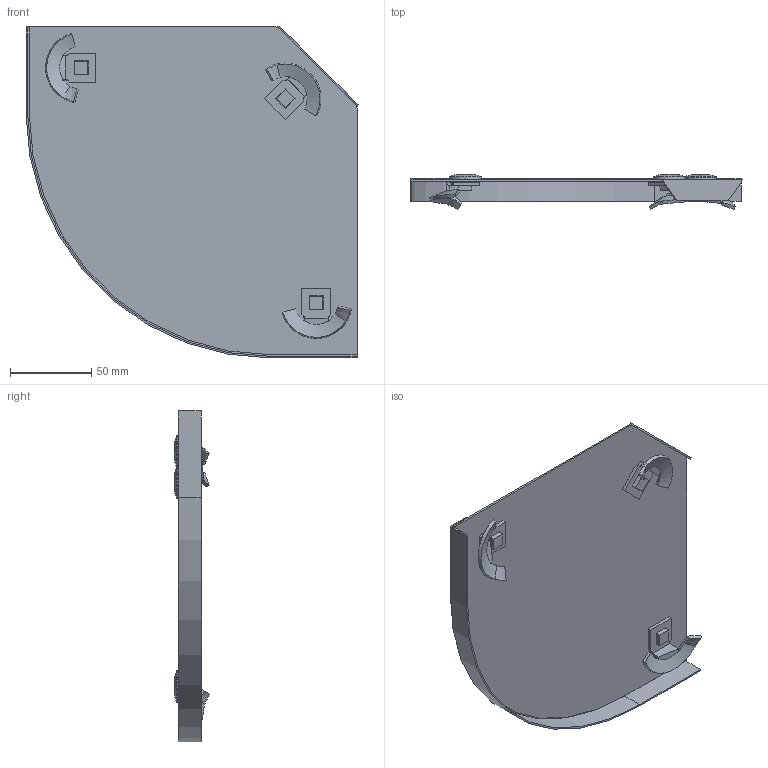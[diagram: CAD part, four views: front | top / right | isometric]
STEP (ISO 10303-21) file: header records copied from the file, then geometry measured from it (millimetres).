
FILE_DESCRIPTION (( 'STEP AP214' ), '1' );
FILE_NAME ('7132022.STEP', '2019-11-13T14:54:16', ( '' ), ( '' ), 'SwSTEP 2.0', 'SolidWorks 2018', '' );
FILE_SCHEMA (( 'AUTOMOTIVE_DESIGN' ));
Length unit declared in the file: millimetre
Products named in the file (6): 108265_NB=150 d-16,5 f〉 Helix-Drehriegel; 099600_Standard; KTS 08.039-120_R=150,5; 7132022; 120072_Standard; 109905
Assembly tree (7 placements, depth 3):
  7132022
    108265_NB=150 d-16,5 f〉 Helix-Drehriegel
    KTS 08.039-120_R=150,5
    120072_Standard  x3
      099600_Standard
      109905
Bounding box: 204.11 x 21.36 x 204.11 mm (x, y, z)
Volume: 52990.2 mm3; surface area: 98823.7 mm2
Topology: 8 solids, 8 shells, 262 faces, 728 edges, 485 vertices
Faces by surface type: plane 127, bspline 80, cone 39, cylinder 16
Entity records: 5558 total; most frequent: CARTESIAN_POINT 2694, ORIENTED_EDGE 620, DIRECTION 443, EDGE_CURVE 310, VERTEX_POINT 207, AXIS2_PLACEMENT_3D 150, VECTOR 143, LINE 143
